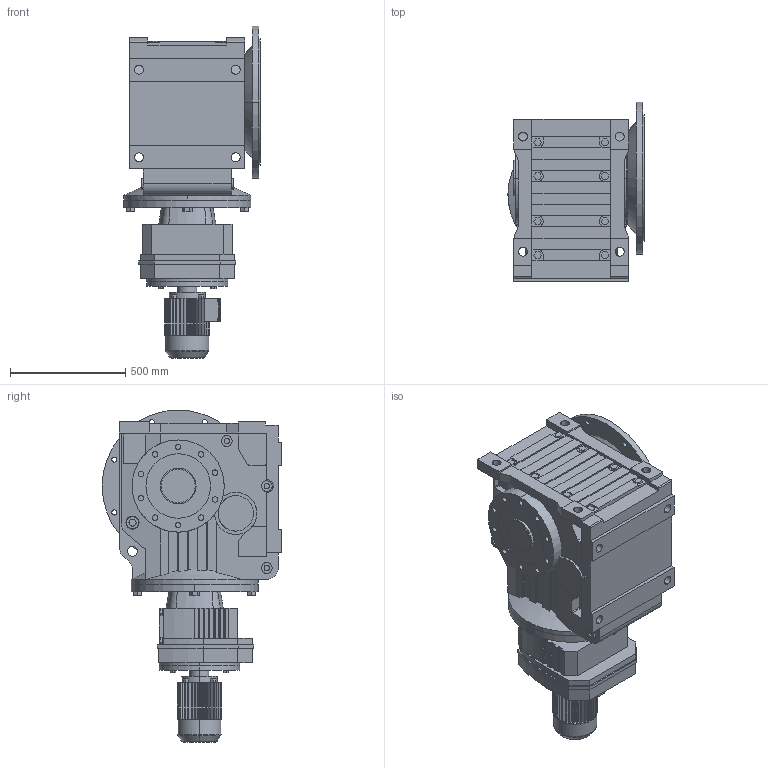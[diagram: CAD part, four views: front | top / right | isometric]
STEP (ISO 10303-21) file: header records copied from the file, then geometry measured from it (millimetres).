
FILE_DESCRIPTION(('Open CASCADE Model'),'2;1');
FILE_NAME('Open CASCADE Shape Model','2019-08-15T14:35:36',('Author'),( 'Open CASCADE'),'Open CASCADE STEP processor 6.3','Open CASCADE 6.3' ,'Unknown');
FILE_SCHEMA(('AUTOMOTIVE_DESIGN_CC2 { 1 2 10303 214 -1 1 5 4 }'));
Length unit declared in the file: millimetre
Products named in the file (6): 1_KCAF157RC107-Y100-A; KA127‵157_157.step; 萇儂_350_Y100.step; R_157_107.step; す瑩諾陑粣K_157.step; 楊擘K_157.step
Assembly tree (5 placements, depth 2):
  1_KCAF157RC107-Y100-A
    KA127‵157_157.step
    萇儂_350_Y100.step
    R_157_107.step
    す瑩諾陑粣K_157.step
    楊擘K_157.step
Bounding box: 591 x 780 x 1441 mm (x, y, z)
Volume: 243689100.2 mm3; surface area: 6063356 mm2
Topology: 5 solids, 5 shells, 1269 faces, 3375 edges, 2205 vertices
Faces by surface type: plane 824, cylinder 415, cone 26, torus 4
Entity records: 101791 total; most frequent: CARTESIAN_POINT 38385, DIRECTION 10645, ORIENTED_EDGE 6750, PCURVE 6750, DEFINITIONAL_REPRESENTATION 6750, LINE 5776, VECTOR 5776, EDGE_CURVE 3375
